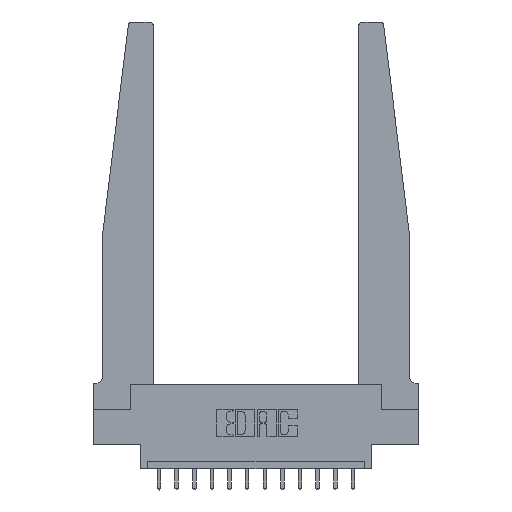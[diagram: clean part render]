
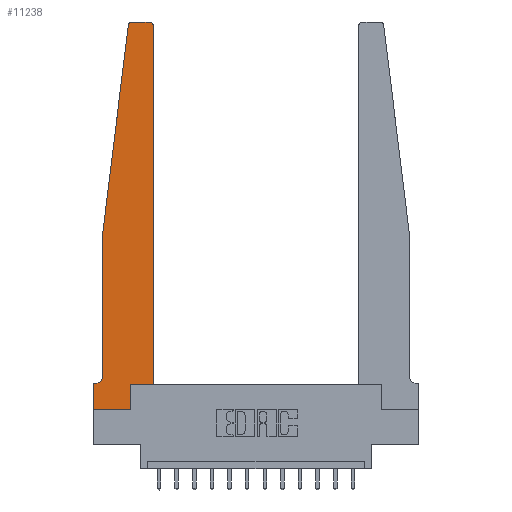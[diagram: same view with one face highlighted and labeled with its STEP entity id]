
A CAD part, top view. The second image highlights one B-rep face of the part: STEP entity #11238.
In plain terms, the highlighted planar face has unit normal (0, 0, 1).
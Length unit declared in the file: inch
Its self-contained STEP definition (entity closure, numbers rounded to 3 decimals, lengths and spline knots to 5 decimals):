
#65 = VERTEX_POINT ( 'NONE', #5184 ) ;
#191 = VECTOR ( 'NONE', #1604, 39.37008 ) ;
#225 = CARTESIAN_POINT ( 'NONE',  ( 0.2605, 0.18, 0.37 ) ) ;
#227 = LINE ( 'NONE', #7384, #14308 ) ;
#424 = EDGE_CURVE ( 'NONE', #11844, #11155, #227, .T. ) ;
#455 = ORIENTED_EDGE ( 'NONE', *, *, #14854, .T. ) ;
#561 = DIRECTION ( 'NONE',  ( 1., 0., 0. ) ) ;
#780 = CIRCLE ( 'NONE', #7266, 0.03 ) ;
#863 = AXIS2_PLACEMENT_3D ( 'NONE', #4309, #13124, #561 ) ;
#929 = EDGE_CURVE ( 'NONE', #12070, #2027, #2602, .T. ) ;
#979 = VECTOR ( 'NONE', #12518, 39.37008 ) ;
#988 = DIRECTION ( 'NONE',  ( 0., 1., 0. ) ) ;
#1208 = DIRECTION ( 'NONE',  ( 1., 0., 0. ) ) ;
#1226 = VECTOR ( 'NONE', #5403, 39.37008 ) ;
#1500 = CARTESIAN_POINT ( 'NONE',  ( 0.425, 2.72, 0.37 ) ) ;
#1504 = CARTESIAN_POINT ( 'NONE',  ( 0., 0., 0.37 ) ) ;
#1604 = DIRECTION ( 'NONE',  ( 0., 1., 0. ) ) ;
#1798 = DIRECTION ( 'NONE',  ( -0.122, -0.992, 0. ) ) ;
#1989 = EDGE_CURVE ( 'NONE', #10286, #5789, #2751, .T. ) ;
#2027 = VERTEX_POINT ( 'NONE', #12909 ) ;
#2167 = EDGE_CURVE ( 'NONE', #11155, #11845, #780, .T. ) ;
#2602 = LINE ( 'NONE', #1504, #6174 ) ;
#2751 = LINE ( 'NONE', #13320, #979 ) ;
#2927 = ORIENTED_EDGE ( 'NONE', *, *, #15658, .T. ) ;
#2929 = CARTESIAN_POINT ( 'NONE',  ( 0., 0., 0.37 ) ) ;
#3391 = VERTEX_POINT ( 'NONE', #12240 ) ;
#3489 = ORIENTED_EDGE ( 'NONE', *, *, #929, .T. ) ;
#3492 = CARTESIAN_POINT ( 'NONE',  ( 0.395, 2.72, 0.37 ) ) ;
#3525 = CIRCLE ( 'NONE', #11829, 0.05 ) ;
#4309 = CARTESIAN_POINT ( 'NONE',  ( 0., 0.1875, 0.37 ) ) ;
#4409 = EDGE_LOOP ( 'NONE', ( #9488, #10908, #455, #13610, #8330, #5558, #2927, #3489, #6380, #5206, #14010, #7340 ) ) ;
#4556 = EDGE_CURVE ( 'NONE', #11901, #65, #7203, .T. ) ;
#5094 = CIRCLE ( 'NONE', #9897, 0.03 ) ;
#5184 = CARTESIAN_POINT ( 'NONE',  ( 0.065, 0.2375, 0.37 ) ) ;
#5206 = ORIENTED_EDGE ( 'NONE', *, *, #11654, .T. ) ;
#5369 = DIRECTION ( 'NONE',  ( 0., 0., 1. ) ) ;
#5403 = DIRECTION ( 'NONE',  ( 0., -1., 0. ) ) ;
#5526 = EDGE_CURVE ( 'NONE', #2027, #14311, #16047, .T. ) ;
#5558 = ORIENTED_EDGE ( 'NONE', *, *, #1989, .T. ) ;
#5695 = VECTOR ( 'NONE', #1798, 39.37008 ) ;
#5789 = VERTEX_POINT ( 'NONE', #9549 ) ;
#6055 = LINE ( 'NONE', #2929, #15325 ) ;
#6174 = VECTOR ( 'NONE', #11353, 39.37008 ) ;
#6346 = VECTOR ( 'NONE', #9940, 39.37008 ) ;
#6380 = ORIENTED_EDGE ( 'NONE', *, *, #5526, .T. ) ;
#6431 = CARTESIAN_POINT ( 'NONE',  ( 0.27653, 2.72, 0.37 ) ) ;
#7161 = CARTESIAN_POINT ( 'NONE',  ( 0.065, 1.25, 0.37 ) ) ;
#7203 = LINE ( 'NONE', #9293, #1226 ) ;
#7243 = EDGE_CURVE ( 'NONE', #65, #10286, #3525, .T. ) ;
#7253 = CARTESIAN_POINT ( 'NONE',  ( 0.25, 2.75, 0.37 ) ) ;
#7266 = AXIS2_PLACEMENT_3D ( 'NONE', #3492, #16299, #9796 ) ;
#7340 = ORIENTED_EDGE ( 'NONE', *, *, #2167, .T. ) ;
#7384 = CARTESIAN_POINT ( 'NONE',  ( 0.425, 0.18, 0.37 ) ) ;
#7526 = DIRECTION ( 'NONE',  ( -1., 0., 0. ) ) ;
#8071 = DIRECTION ( 'NONE',  ( 0., -1., 0. ) ) ;
#8186 = PLANE ( 'NONE',  #863 ) ;
#8330 = ORIENTED_EDGE ( 'NONE', *, *, #7243, .T. ) ;
#8969 = DIRECTION ( 'NONE',  ( 1., 0., 0. ) ) ;
#9149 = LINE ( 'NONE', #10453, #12466 ) ;
#9293 = CARTESIAN_POINT ( 'NONE',  ( 0.065, 1.25, 0.37 ) ) ;
#9488 = ORIENTED_EDGE ( 'NONE', *, *, #12579, .T. ) ;
#9549 = CARTESIAN_POINT ( 'NONE',  ( 0., 0.1875, 0.37 ) ) ;
#9745 = CARTESIAN_POINT ( 'NONE',  ( 0.395, 2.75, 0.37 ) ) ;
#9796 = DIRECTION ( 'NONE',  ( 1., 0., 0. ) ) ;
#9897 = AXIS2_PLACEMENT_3D ( 'NONE', #6431, #5369, #8969 ) ;
#9940 = DIRECTION ( 'NONE',  ( -1., 0., 0. ) ) ;
#10059 = CARTESIAN_POINT ( 'NONE',  ( 0.2605, 0.18, 0.37 ) ) ;
#10286 = VERTEX_POINT ( 'NONE', #12317 ) ;
#10453 = CARTESIAN_POINT ( 'NONE',  ( 0.425, 0.18, 0.37 ) ) ;
#10638 = VERTEX_POINT ( 'NONE', #13031 ) ;
#10908 = ORIENTED_EDGE ( 'NONE', *, *, #14814, .T. ) ;
#11155 = VERTEX_POINT ( 'NONE', #1500 ) ;
#11191 = CARTESIAN_POINT ( 'NONE',  ( 0.015, 0.2375, 0.37 ) ) ;
#11238 = ADVANCED_FACE ( 'NONE', ( #16051 ), #8186, .T. ) ;
#11353 = DIRECTION ( 'NONE',  ( 1., 0., 0. ) ) ;
#11654 = EDGE_CURVE ( 'NONE', #14311, #11844, #9149, .T. ) ;
#11829 = AXIS2_PLACEMENT_3D ( 'NONE', #11191, #13767, #7526 ) ;
#11844 = VERTEX_POINT ( 'NONE', #12111 ) ;
#11845 = VERTEX_POINT ( 'NONE', #9745 ) ;
#11901 = VERTEX_POINT ( 'NONE', #7161 ) ;
#12070 = VERTEX_POINT ( 'NONE', #13663 ) ;
#12111 = CARTESIAN_POINT ( 'NONE',  ( 0.425, 0.18, 0.37 ) ) ;
#12240 = CARTESIAN_POINT ( 'NONE',  ( 0.27653, 2.75, 0.37 ) ) ;
#12251 = LINE ( 'NONE', #7253, #6346 ) ;
#12317 = CARTESIAN_POINT ( 'NONE',  ( 0.015, 0.1875, 0.37 ) ) ;
#12466 = VECTOR ( 'NONE', #1208, 39.37008 ) ;
#12518 = DIRECTION ( 'NONE',  ( -1., 0., 0. ) ) ;
#12579 = EDGE_CURVE ( 'NONE', #11845, #3391, #12251, .T. ) ;
#12909 = CARTESIAN_POINT ( 'NONE',  ( 0.2605, 0., 0.37 ) ) ;
#13031 = CARTESIAN_POINT ( 'NONE',  ( 0.24675, 2.72367, 0.37 ) ) ;
#13124 = DIRECTION ( 'NONE',  ( 0., 0., 1. ) ) ;
#13320 = CARTESIAN_POINT ( 'NONE',  ( 0.065, 0.1875, 0.37 ) ) ;
#13610 = ORIENTED_EDGE ( 'NONE', *, *, #4556, .T. ) ;
#13663 = CARTESIAN_POINT ( 'NONE',  ( 0., 0., 0.37 ) ) ;
#13767 = DIRECTION ( 'NONE',  ( 0., 0., -1. ) ) ;
#14010 = ORIENTED_EDGE ( 'NONE', *, *, #424, .T. ) ;
#14308 = VECTOR ( 'NONE', #988, 39.37008 ) ;
#14311 = VERTEX_POINT ( 'NONE', #10059 ) ;
#14326 = CARTESIAN_POINT ( 'NONE',  ( 0.065, 1.25, 0.37 ) ) ;
#14814 = EDGE_CURVE ( 'NONE', #3391, #10638, #5094, .T. ) ;
#14854 = EDGE_CURVE ( 'NONE', #10638, #11901, #14974, .T. ) ;
#14974 = LINE ( 'NONE', #14326, #5695 ) ;
#15325 = VECTOR ( 'NONE', #8071, 39.37008 ) ;
#15658 = EDGE_CURVE ( 'NONE', #5789, #12070, #6055, .T. ) ;
#16047 = LINE ( 'NONE', #225, #191 ) ;
#16051 = FACE_OUTER_BOUND ( 'NONE', #4409, .T. ) ;
#16299 = DIRECTION ( 'NONE',  ( 0., 0., 1. ) ) ;
